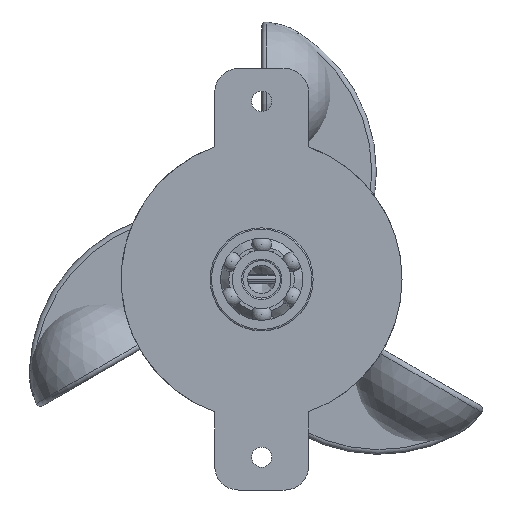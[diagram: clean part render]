
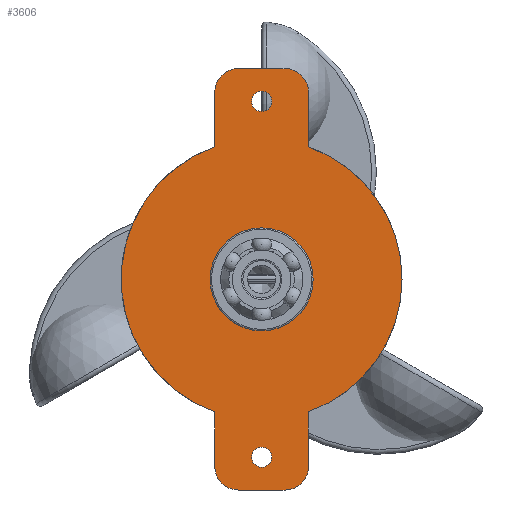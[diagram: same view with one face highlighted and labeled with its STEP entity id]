
A CAD part, front view. The second image highlights one B-rep face of the part: STEP entity #3606.
In plain terms, the highlighted planar face has unit normal (0, -1, 0).
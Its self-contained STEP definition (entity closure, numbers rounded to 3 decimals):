
#250=FACE_BOUND('',#776,.T.);
#251=FACE_BOUND('',#777,.T.);
#252=FACE_BOUND('',#778,.T.);
#314=PLANE('',#4116);
#546=FACE_OUTER_BOUND('',#775,.T.);
#775=EDGE_LOOP('',(#3018,#3019,#3020,#3021,#3022,#3023,#3024,#3025,#3026,
#3027,#3028,#3029,#3030));
#776=EDGE_LOOP('',(#3031));
#777=EDGE_LOOP('',(#3032));
#778=EDGE_LOOP('',(#3033));
#1024=LINE('',#6436,#1221);
#1027=LINE('',#6441,#1224);
#1028=LINE('',#6443,#1225);
#1029=LINE('',#6447,#1226);
#1030=LINE('',#6450,#1227);
#1031=LINE('',#6452,#1228);
#1221=VECTOR('',#5016,10.);
#1224=VECTOR('',#5021,10.);
#1225=VECTOR('',#5022,10.);
#1226=VECTOR('',#5025,10.);
#1227=VECTOR('',#5028,10.);
#1228=VECTOR('',#5029,10.);
#1418=CIRCLE('',#4092,2.15);
#1420=CIRCLE('',#4095,2.15);
#1422=CIRCLE('',#4100,30.);
#1427=CIRCLE('',#4105,30.);
#1429=CIRCLE('',#4107,30.);
#1434=CIRCLE('',#4114,5.);
#1435=CIRCLE('',#4117,5.);
#1436=CIRCLE('',#4118,5.);
#1437=CIRCLE('',#4119,5.);
#1438=CIRCLE('',#4120,11.);
#1719=VERTEX_POINT('',#6367);
#1721=VERTEX_POINT('',#6373);
#1730=VERTEX_POINT('',#6395);
#1733=VERTEX_POINT('',#6400);
#1734=VERTEX_POINT('',#6402);
#1737=VERTEX_POINT('',#6411);
#1740=VERTEX_POINT('',#6417);
#1744=VERTEX_POINT('',#6429);
#1745=VERTEX_POINT('',#6431);
#1746=VERTEX_POINT('',#6435);
#1748=VERTEX_POINT('',#6442);
#1749=VERTEX_POINT('',#6444);
#1750=VERTEX_POINT('',#6446);
#1751=VERTEX_POINT('',#6448);
#1752=VERTEX_POINT('',#6451);
#1753=VERTEX_POINT('',#6454);
#2166=EDGE_CURVE('',#1719,#1719,#1418,.T.);
#2169=EDGE_CURVE('',#1721,#1721,#1420,.T.);
#2181=EDGE_CURVE('',#1734,#1733,#1422,.T.);
#2187=EDGE_CURVE('',#1737,#1734,#1427,.T.);
#2191=EDGE_CURVE('',#1730,#1740,#1429,.T.);
#2197=EDGE_CURVE('',#1744,#1745,#1434,.T.);
#2199=EDGE_CURVE('',#1746,#1745,#1024,.T.);
#2202=EDGE_CURVE('',#1744,#1730,#1027,.T.);
#2203=EDGE_CURVE('',#1740,#1748,#1028,.T.);
#2204=EDGE_CURVE('',#1749,#1748,#1435,.T.);
#2205=EDGE_CURVE('',#1749,#1750,#1029,.T.);
#2206=EDGE_CURVE('',#1751,#1750,#1436,.T.);
#2207=EDGE_CURVE('',#1751,#1737,#1030,.T.);
#2208=EDGE_CURVE('',#1733,#1752,#1031,.T.);
#2209=EDGE_CURVE('',#1746,#1752,#1437,.T.);
#2210=EDGE_CURVE('',#1753,#1753,#1438,.T.);
#3018=ORIENTED_EDGE('',*,*,#2197,.F.);
#3019=ORIENTED_EDGE('',*,*,#2202,.T.);
#3020=ORIENTED_EDGE('',*,*,#2191,.T.);
#3021=ORIENTED_EDGE('',*,*,#2203,.T.);
#3022=ORIENTED_EDGE('',*,*,#2204,.F.);
#3023=ORIENTED_EDGE('',*,*,#2205,.T.);
#3024=ORIENTED_EDGE('',*,*,#2206,.F.);
#3025=ORIENTED_EDGE('',*,*,#2207,.T.);
#3026=ORIENTED_EDGE('',*,*,#2187,.T.);
#3027=ORIENTED_EDGE('',*,*,#2181,.T.);
#3028=ORIENTED_EDGE('',*,*,#2208,.T.);
#3029=ORIENTED_EDGE('',*,*,#2209,.F.);
#3030=ORIENTED_EDGE('',*,*,#2199,.T.);
#3031=ORIENTED_EDGE('',*,*,#2166,.T.);
#3032=ORIENTED_EDGE('',*,*,#2169,.T.);
#3033=ORIENTED_EDGE('',*,*,#2210,.F.);
#3606=ADVANCED_FACE('',(#546,#250,#251,#252),#314,.T.);
#4092=AXIS2_PLACEMENT_3D('',#6369,#4952,#4953);
#4095=AXIS2_PLACEMENT_3D('',#6375,#4959,#4960);
#4100=AXIS2_PLACEMENT_3D('',#6403,#4979,#4980);
#4105=AXIS2_PLACEMENT_3D('',#6412,#4990,#4991);
#4107=AXIS2_PLACEMENT_3D('',#6419,#4996,#4997);
#4114=AXIS2_PLACEMENT_3D('',#6432,#5011,#5012);
#4116=AXIS2_PLACEMENT_3D('',#6440,#5019,#5020);
#4117=AXIS2_PLACEMENT_3D('',#6445,#5023,#5024);
#4118=AXIS2_PLACEMENT_3D('',#6449,#5026,#5027);
#4119=AXIS2_PLACEMENT_3D('',#6453,#5030,#5031);
#4120=AXIS2_PLACEMENT_3D('',#6455,#5032,#5033);
#4952=DIRECTION('center_axis',(0.,1.,0.));
#4953=DIRECTION('ref_axis',(1.,0.,0.));
#4959=DIRECTION('center_axis',(0.,1.,0.));
#4960=DIRECTION('ref_axis',(1.,0.,0.));
#4979=DIRECTION('center_axis',(0.,-1.,0.));
#4980=DIRECTION('ref_axis',(1.,0.,0.));
#4990=DIRECTION('center_axis',(0.,-1.,0.));
#4991=DIRECTION('ref_axis',(1.,0.,0.));
#4996=DIRECTION('center_axis',(0.,-1.,0.));
#4997=DIRECTION('ref_axis',(1.,0.,0.));
#5011=DIRECTION('center_axis',(0.,1.,0.));
#5012=DIRECTION('ref_axis',(0.707,0.,-0.707));
#5016=DIRECTION('',(1.,0.,0.));
#5019=DIRECTION('center_axis',(0.,-1.,0.));
#5020=DIRECTION('ref_axis',(0.,0.,-1.));
#5021=DIRECTION('',(0.,0.,1.));
#5022=DIRECTION('',(0.,0.,1.));
#5023=DIRECTION('center_axis',(0.,1.,0.));
#5024=DIRECTION('ref_axis',(0.707,0.,0.707));
#5025=DIRECTION('',(-1.,0.,0.));
#5026=DIRECTION('center_axis',(0.,1.,0.));
#5027=DIRECTION('ref_axis',(-0.707,0.,0.707));
#5028=DIRECTION('',(0.,0.,-1.));
#5029=DIRECTION('',(0.,0.,-1.));
#5030=DIRECTION('center_axis',(0.,1.,0.));
#5031=DIRECTION('ref_axis',(-0.707,0.,-0.707));
#5032=DIRECTION('center_axis',(0.,-1.,0.));
#5033=DIRECTION('ref_axis',(1.,0.,0.));
#6367=CARTESIAN_POINT('',(-2.15,0.,38.));
#6369=CARTESIAN_POINT('Origin',(0.,0.,38.));
#6373=CARTESIAN_POINT('',(-2.15,0.,-38.));
#6375=CARTESIAN_POINT('Origin',(0.,0.,-38.));
#6395=CARTESIAN_POINT('',(10.,0.,-28.284));
#6400=CARTESIAN_POINT('',(-10.,0.,-28.284));
#6402=CARTESIAN_POINT('',(-30.,0.,0.));
#6403=CARTESIAN_POINT('Origin',(0.,0.,
0.));
#6411=CARTESIAN_POINT('',(-10.,0.,28.284));
#6412=CARTESIAN_POINT('Origin',(0.,0.,
0.));
#6417=CARTESIAN_POINT('',(10.,0.,28.284));
#6419=CARTESIAN_POINT('Origin',(0.,0.,
0.));
#6429=CARTESIAN_POINT('',(10.,0.,-40.));
#6431=CARTESIAN_POINT('',(5.,0.,-45.));
#6432=CARTESIAN_POINT('Origin',(5.,0.,
-40.));
#6435=CARTESIAN_POINT('',(-5.,0.,-45.));
#6436=CARTESIAN_POINT('',(-10.,0.,-45.));
#6440=CARTESIAN_POINT('Origin',(11.,0.,0.));
#6441=CARTESIAN_POINT('',(10.,0.,-45.));
#6442=CARTESIAN_POINT('',(10.,0.,40.));
#6443=CARTESIAN_POINT('',(10.,0.,-45.));
#6444=CARTESIAN_POINT('',(5.,0.,45.));
#6445=CARTESIAN_POINT('Origin',(5.,0.,40.));
#6446=CARTESIAN_POINT('',(-5.,0.,45.));
#6447=CARTESIAN_POINT('',(10.,0.,45.));
#6448=CARTESIAN_POINT('',(-10.,0.,40.));
#6449=CARTESIAN_POINT('Origin',(-5.,0.,40.));
#6450=CARTESIAN_POINT('',(-10.,0.,45.));
#6451=CARTESIAN_POINT('',(-10.,0.,-40.));
#6452=CARTESIAN_POINT('',(-10.,0.,45.));
#6453=CARTESIAN_POINT('Origin',(-5.,0.,-40.));
#6454=CARTESIAN_POINT('',(-11.,0.,0.));
#6455=CARTESIAN_POINT('Origin',(0.,0.,0.));
